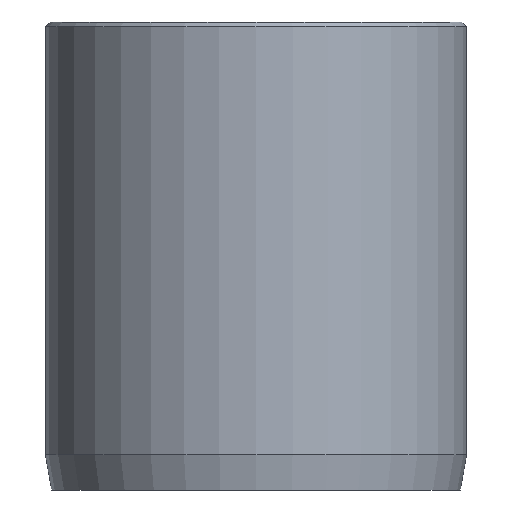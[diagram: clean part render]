
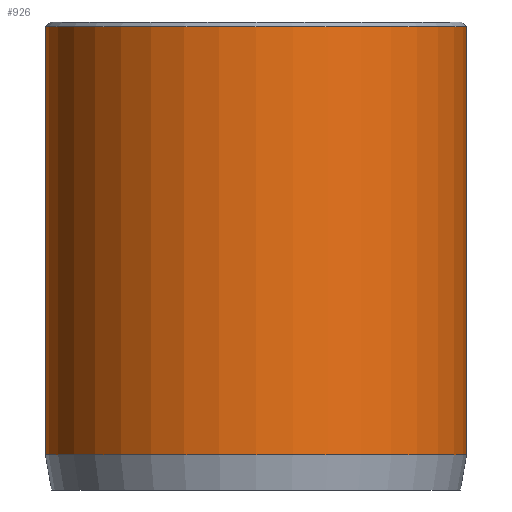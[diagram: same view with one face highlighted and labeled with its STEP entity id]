
A CAD part, front view. The second image highlights one B-rep face of the part: STEP entity #926.
In plain terms, the highlighted cylindrical face has radius 9 mm (diameter 18 mm), a partial arc.
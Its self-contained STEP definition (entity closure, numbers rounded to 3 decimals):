
#113 = ORIENTED_EDGE ( 'NONE', *, *, #1210, .F. ) ;
#147 = ORIENTED_EDGE ( 'NONE', *, *, #518, .T. ) ;
#154 = CARTESIAN_POINT ( 'NONE',  ( 0., 0., 20. ) ) ;
#168 = CARTESIAN_POINT ( 'NONE',  ( 0., 0., 1.5 ) ) ;
#191 = CARTESIAN_POINT ( 'NONE',  ( -9., 0., 20. ) ) ;
#202 = FACE_OUTER_BOUND ( 'NONE', #230, .T. ) ;
#230 = EDGE_LOOP ( 'NONE', ( #113, #268, #530, #147 ) ) ;
#255 = EDGE_CURVE ( 'NONE', #553, #1231, #615, .T. ) ;
#268 = ORIENTED_EDGE ( 'NONE', *, *, #255, .T. ) ;
#276 = DIRECTION ( 'NONE',  ( 1., 0., 0. ) ) ;
#278 = DIRECTION ( 'NONE',  ( 0., 0., -1. ) ) ;
#292 = DIRECTION ( 'NONE',  ( 0., 0., -1. ) ) ;
#322 = VERTEX_POINT ( 'NONE', #1061 ) ;
#335 = CARTESIAN_POINT ( 'NONE',  ( -9., 0., 19.8 ) ) ;
#348 = EDGE_CURVE ( 'NONE', #1231, #799, #769, .T. ) ;
#428 = CARTESIAN_POINT ( 'NONE',  ( 9., 0., 20. ) ) ;
#432 = DIRECTION ( 'NONE',  ( 0., 0., -1. ) ) ;
#437 = CYLINDRICAL_SURFACE ( 'NONE', #633, 9. ) ;
#518 = EDGE_CURVE ( 'NONE', #799, #322, #656, .T. ) ;
#529 = VECTOR ( 'NONE', #292, 1000. ) ;
#530 = ORIENTED_EDGE ( 'NONE', *, *, #348, .T. ) ;
#537 = CARTESIAN_POINT ( 'NONE',  ( -9., 0., 1.5 ) ) ;
#553 = VERTEX_POINT ( 'NONE', #945 ) ;
#615 = CIRCLE ( 'NONE', #1095, 9. ) ;
#633 = AXIS2_PLACEMENT_3D ( 'NONE', #154, #646, #826 ) ;
#646 = DIRECTION ( 'NONE',  ( 0., 0., -1. ) ) ;
#656 = CIRCLE ( 'NONE', #1135, 9. ) ;
#769 = LINE ( 'NONE', #191, #529 ) ;
#799 = VERTEX_POINT ( 'NONE', #537 ) ;
#826 = DIRECTION ( 'NONE',  ( -1., 0., 0. ) ) ;
#834 = DIRECTION ( 'NONE',  ( 0., 0., 1. ) ) ;
#840 = CARTESIAN_POINT ( 'NONE',  ( 0., 0., 19.8 ) ) ;
#926 = ADVANCED_FACE ( 'NONE', ( #202 ), #437, .T. ) ;
#944 = DIRECTION ( 'NONE',  ( 1., 0., 0. ) ) ;
#945 = CARTESIAN_POINT ( 'NONE',  ( 9., 0., 19.8 ) ) ;
#990 = VECTOR ( 'NONE', #432, 1000. ) ;
#1061 = CARTESIAN_POINT ( 'NONE',  ( 9., 0., 1.5 ) ) ;
#1095 = AXIS2_PLACEMENT_3D ( 'NONE', #840, #278, #944 ) ;
#1135 = AXIS2_PLACEMENT_3D ( 'NONE', #168, #834, #276 ) ;
#1210 = EDGE_CURVE ( 'NONE', #553, #322, #1240, .T. ) ;
#1231 = VERTEX_POINT ( 'NONE', #335 ) ;
#1240 = LINE ( 'NONE', #428, #990 ) ;
